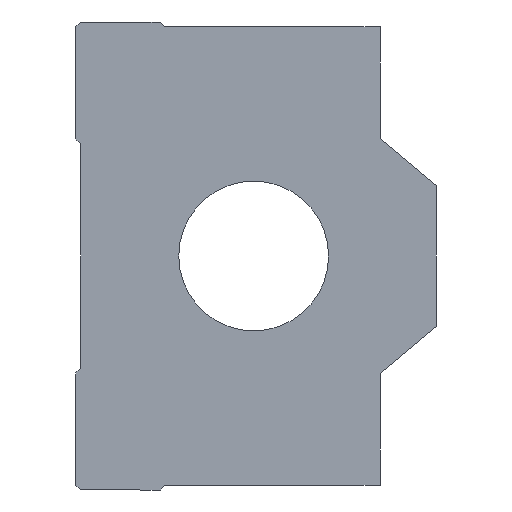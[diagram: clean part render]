
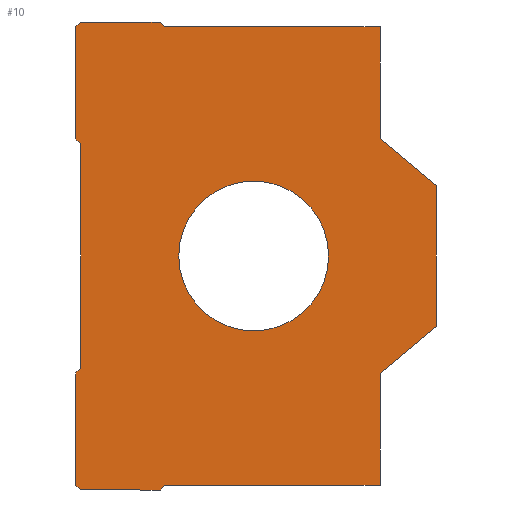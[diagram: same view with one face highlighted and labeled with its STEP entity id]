
A CAD part, left-side view. The second image highlights one B-rep face of the part: STEP entity #10.
In plain terms, the highlighted planar face has unit normal (-1, 0, 0).
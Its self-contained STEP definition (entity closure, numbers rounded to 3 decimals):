
#10 = ADVANCED_FACE ( 'NONE', ( #716, #712 ), #157, .T. ) ;
#36 = AXIS2_PLACEMENT_3D ( 'NONE', #257, #447, #446 ) ;
#38 = AXIS2_PLACEMENT_3D ( 'NONE', #151, #201, #230 ) ;
#59 = EDGE_CURVE ( 'NONE', #119, #184, #683, .T. ) ;
#74 = EDGE_CURVE ( 'NONE', #400, #400, #659, .T. ) ;
#81 = EDGE_CURVE ( 'NONE', #172, #208, #672, .T. ) ;
#83 = EDGE_CURVE ( 'NONE', #184, #99, #655, .T. ) ;
#85 = EDGE_CURVE ( 'NONE', #127, #119, #651, .T. ) ;
#92 = VERTEX_POINT ( 'NONE', #340 ) ;
#94 = VERTEX_POINT ( 'NONE', #401 ) ;
#96 = VERTEX_POINT ( 'NONE', #391 ) ;
#99 = VERTEX_POINT ( 'NONE', #385 ) ;
#103 = VERTEX_POINT ( 'NONE', #376 ) ;
#119 = VERTEX_POINT ( 'NONE', #370 ) ;
#120 = VERTEX_POINT ( 'NONE', #368 ) ;
#127 = VERTEX_POINT ( 'NONE', #363 ) ;
#148 = VERTEX_POINT ( 'NONE', #380 ) ;
#149 = VERTEX_POINT ( 'NONE', #361 ) ;
#151 = CARTESIAN_POINT ( 'NONE',  ( -22., -13.5, -24.5 ) ) ;
#157 = PLANE ( 'NONE',  #38 ) ;
#166 = VERTEX_POINT ( 'NONE', #360 ) ;
#172 = VERTEX_POINT ( 'NONE', #354 ) ;
#180 = VERTEX_POINT ( 'NONE', #348 ) ;
#183 = VERTEX_POINT ( 'NONE', #345 ) ;
#184 = VERTEX_POINT ( 'NONE', #337 ) ;
#201 = DIRECTION ( 'NONE',  ( -1., 0., 0. ) ) ;
#208 = VERTEX_POINT ( 'NONE', #334 ) ;
#220 = VERTEX_POINT ( 'NONE', #324 ) ;
#230 = DIRECTION ( 'NONE',  ( 0., 0., 1. ) ) ;
#232 = VERTEX_POINT ( 'NONE', #323 ) ;
#241 = DIRECTION ( 'NONE',  ( 0., -1., 0. ) ) ;
#242 = CARTESIAN_POINT ( 'NONE',  ( -22., 18.5, 25. ) ) ;
#244 = DIRECTION ( 'NONE',  ( 0., 0.707, -0.707 ) ) ;
#245 = CARTESIAN_POINT ( 'NONE',  ( -22., -13.5, 24.5 ) ) ;
#246 = CARTESIAN_POINT ( 'NONE',  ( -22., -13.5, 24.5 ) ) ;
#247 = DIRECTION ( 'NONE',  ( 0., -0.707, -0.707 ) ) ;
#248 = CARTESIAN_POINT ( 'NONE',  ( -22., 10., -25. ) ) ;
#249 = DIRECTION ( 'NONE',  ( 0., -0.707, 0.707 ) ) ;
#250 = CARTESIAN_POINT ( 'NONE',  ( -22., 18.5, -12. ) ) ;
#251 = CARTESIAN_POINT ( 'NONE',  ( -22., 9.5, 24.5 ) ) ;
#257 = CARTESIAN_POINT ( 'NONE',  ( -22., 0., 0. ) ) ;
#268 = DIRECTION ( 'NONE',  ( 0., 0., -1. ) ) ;
#271 = CARTESIAN_POINT ( 'NONE',  ( -22., 18.5, -25. ) ) ;
#274 = DIRECTION ( 'NONE',  ( 0., -0.707, 0.707 ) ) ;
#276 = CARTESIAN_POINT ( 'NONE',  ( -22., 0., -8. ) ) ;
#277 = DIRECTION ( 'NONE',  ( 0., -1., 0. ) ) ;
#284 = CARTESIAN_POINT ( 'NONE',  ( -22., -13.5, -12.535 ) ) ;
#285 = CARTESIAN_POINT ( 'NONE',  ( -22., -19.5, 7.5 ) ) ;
#289 = DIRECTION ( 'NONE',  ( 0., 0., 1. ) ) ;
#290 = DIRECTION ( 'NONE',  ( 0., 0.707, 0.707 ) ) ;
#295 = DIRECTION ( 'NONE',  ( 0., 0., -1. ) ) ;
#303 = DIRECTION ( 'NONE',  ( 0., 1., 0. ) ) ;
#304 = CARTESIAN_POINT ( 'NONE',  ( -22., 18.5, 12. ) ) ;
#305 = CARTESIAN_POINT ( 'NONE',  ( -22., 19., -24.5 ) ) ;
#319 = DIRECTION ( 'NONE',  ( 0., 0., 1. ) ) ;
#323 = CARTESIAN_POINT ( 'NONE',  ( -22., 10., 25. ) ) ;
#324 = CARTESIAN_POINT ( 'NONE',  ( -22., 18.5, -25. ) ) ;
#334 = CARTESIAN_POINT ( 'NONE',  ( -22., -19.5, 7.5 ) ) ;
#337 = CARTESIAN_POINT ( 'NONE',  ( -22., -13.5, -24.5 ) ) ;
#340 = CARTESIAN_POINT ( 'NONE',  ( -22., 18.5, -12. ) ) ;
#344 = CARTESIAN_POINT ( 'NONE',  ( -22., 19., -12.5 ) ) ;
#345 = CARTESIAN_POINT ( 'NONE',  ( -22., 19., -24.5 ) ) ;
#348 = CARTESIAN_POINT ( 'NONE',  ( -22., -13.5, 24.5 ) ) ;
#354 = CARTESIAN_POINT ( 'NONE',  ( -22., -13.5, 12.535 ) ) ;
#360 = CARTESIAN_POINT ( 'NONE',  ( -22., 10., -25. ) ) ;
#361 = CARTESIAN_POINT ( 'NONE',  ( -22., 9.5, 24.5 ) ) ;
#363 = CARTESIAN_POINT ( 'NONE',  ( -22., -19.5, -7.5 ) ) ;
#368 = CARTESIAN_POINT ( 'NONE',  ( -22., 19., 24.5 ) ) ;
#370 = CARTESIAN_POINT ( 'NONE',  ( -22., -13.5, -12.535 ) ) ;
#376 = CARTESIAN_POINT ( 'NONE',  ( -22., 18.5, 12. ) ) ;
#380 = CARTESIAN_POINT ( 'NONE',  ( -22., 18.5, 25. ) ) ;
#385 = CARTESIAN_POINT ( 'NONE',  ( -22., 9.5, -24.5 ) ) ;
#386 = DIRECTION ( 'NONE',  ( 0., 0.707, 0.707 ) ) ;
#391 = CARTESIAN_POINT ( 'NONE',  ( -22., 19., 12.5 ) ) ;
#400 = VERTEX_POINT ( 'NONE', #276 ) ;
#401 = CARTESIAN_POINT ( 'NONE',  ( -22., 19., -12.5 ) ) ;
#409 = CARTESIAN_POINT ( 'NONE',  ( -22., 19., 24.5 ) ) ;
#410 = CARTESIAN_POINT ( 'NONE',  ( -22., 19., 12.5 ) ) ;
#414 = CARTESIAN_POINT ( 'NONE',  ( -22., 10., 25. ) ) ;
#423 = DIRECTION ( 'NONE',  ( 0., 0.766, -0.643 ) ) ;
#431 = CARTESIAN_POINT ( 'NONE',  ( -22., -19.5, -7.5 ) ) ;
#435 = DIRECTION ( 'NONE',  ( 0., 1., 0. ) ) ;
#436 = CARTESIAN_POINT ( 'NONE',  ( -22., 9.5, -24.5 ) ) ;
#440 = DIRECTION ( 'NONE',  ( 0., -0.766, -0.643 ) ) ;
#441 = CARTESIAN_POINT ( 'NONE',  ( -22., -19.5, 7.5 ) ) ;
#444 = DIRECTION ( 'NONE',  ( 0., 0., -1. ) ) ;
#446 = DIRECTION ( 'NONE',  ( 0., 0., -1. ) ) ;
#447 = DIRECTION ( 'NONE',  ( 1., 0., 0. ) ) ;
#450 = DIRECTION ( 'NONE',  ( 0., 0., 1. ) ) ;
#478 = ORIENTED_EDGE ( 'NONE', *, *, #81, .F. ) ;
#515 = ORIENTED_EDGE ( 'NONE', *, *, #883, .F. ) ;
#521 = VECTOR ( 'NONE', #386, 1000. ) ;
#522 = LINE ( 'NONE', #410, #521 ) ;
#530 = VECTOR ( 'NONE', #289, 1000. ) ;
#539 = VECTOR ( 'NONE', #303, 1000. ) ;
#540 = LINE ( 'NONE', #271, #539 ) ;
#546 = LINE ( 'NONE', #304, #530 ) ;
#549 = ORIENTED_EDGE ( 'NONE', *, *, #74, .T. ) ;
#558 = VECTOR ( 'NONE', #319, 1000. ) ;
#560 = LINE ( 'NONE', #409, #558 ) ;
#563 = VECTOR ( 'NONE', #268, 1000. ) ;
#564 = LINE ( 'NONE', #285, #563 ) ;
#565 = VECTOR ( 'NONE', #274, 1000. ) ;
#566 = LINE ( 'NONE', #242, #565 ) ;
#572 = ORIENTED_EDGE ( 'NONE', *, *, #59, .F. ) ;
#573 = EDGE_LOOP ( 'NONE', ( #549 ) ) ;
#576 = ORIENTED_EDGE ( 'NONE', *, *, #859, .F. ) ;
#583 = ORIENTED_EDGE ( 'NONE', *, *, #872, .F. ) ;
#593 = ORIENTED_EDGE ( 'NONE', *, *, #849, .F. ) ;
#597 = ORIENTED_EDGE ( 'NONE', *, *, #857, .F. ) ;
#600 = ORIENTED_EDGE ( 'NONE', *, *, #892, .F. ) ;
#601 = EDGE_LOOP ( 'NONE', ( #620, #604, #808, #809, #807, #806, #600, #791, #597, #619, #593, #515, #576, #603, #572, #816, #583, #478 ) ) ;
#603 = ORIENTED_EDGE ( 'NONE', *, *, #83, .F. ) ;
#604 = ORIENTED_EDGE ( 'NONE', *, *, #860, .F. ) ;
#610 = VECTOR ( 'NONE', #295, 1000. ) ;
#612 = LINE ( 'NONE', #414, #627 ) ;
#614 = VECTOR ( 'NONE', #450, 1000. ) ;
#617 = LINE ( 'NONE', #245, #610 ) ;
#619 = ORIENTED_EDGE ( 'NONE', *, *, #862, .F. ) ;
#620 = ORIENTED_EDGE ( 'NONE', *, *, #864, .F. ) ;
#625 = VECTOR ( 'NONE', #241, 1000. ) ;
#627 = VECTOR ( 'NONE', #277, 1000. ) ;
#628 = VECTOR ( 'NONE', #244, 1000. ) ;
#630 = LINE ( 'NONE', #344, #614 ) ;
#631 = VECTOR ( 'NONE', #247, 1000. ) ;
#632 = VECTOR ( 'NONE', #249, 1000. ) ;
#633 = LINE ( 'NONE', #251, #631 ) ;
#637 = LINE ( 'NONE', #250, #632 ) ;
#638 = LINE ( 'NONE', #248, #628 ) ;
#643 = LINE ( 'NONE', #246, #625 ) ;
#647 = VECTOR ( 'NONE', #290, 1000. ) ;
#648 = LINE ( 'NONE', #305, #647 ) ;
#650 = VECTOR ( 'NONE', #423, 1000. ) ;
#651 = LINE ( 'NONE', #431, #650 ) ;
#654 = VECTOR ( 'NONE', #435, 1000. ) ;
#655 = LINE ( 'NONE', #436, #654 ) ;
#658 = VECTOR ( 'NONE', #440, 1000. ) ;
#659 = CIRCLE ( 'NONE', #36, 8. ) ;
#672 = LINE ( 'NONE', #441, #658 ) ;
#680 = VECTOR ( 'NONE', #444, 1000. ) ;
#683 = LINE ( 'NONE', #284, #680 ) ;
#712 = FACE_OUTER_BOUND ( 'NONE', #601, .T. ) ;
#716 = FACE_BOUND ( 'NONE', #573, .T. ) ;
#791 = ORIENTED_EDGE ( 'NONE', *, *, #887, .F. ) ;
#806 = ORIENTED_EDGE ( 'NONE', *, *, #874, .F. ) ;
#807 = ORIENTED_EDGE ( 'NONE', *, *, #871, .F. ) ;
#808 = ORIENTED_EDGE ( 'NONE', *, *, #858, .F. ) ;
#809 = ORIENTED_EDGE ( 'NONE', *, *, #863, .F. ) ;
#816 = ORIENTED_EDGE ( 'NONE', *, *, #85, .F. ) ;
#849 = EDGE_CURVE ( 'NONE', #220, #183, #648, .T. ) ;
#857 = EDGE_CURVE ( 'NONE', #94, #92, #637, .T. ) ;
#858 = EDGE_CURVE ( 'NONE', #232, #149, #633, .T. ) ;
#859 = EDGE_CURVE ( 'NONE', #99, #166, #638, .T. ) ;
#860 = EDGE_CURVE ( 'NONE', #149, #180, #643, .T. ) ;
#862 = EDGE_CURVE ( 'NONE', #183, #94, #630, .T. ) ;
#863 = EDGE_CURVE ( 'NONE', #148, #232, #612, .T. ) ;
#864 = EDGE_CURVE ( 'NONE', #180, #172, #617, .T. ) ;
#871 = EDGE_CURVE ( 'NONE', #120, #148, #566, .T. ) ;
#872 = EDGE_CURVE ( 'NONE', #208, #127, #564, .T. ) ;
#874 = EDGE_CURVE ( 'NONE', #96, #120, #560, .T. ) ;
#883 = EDGE_CURVE ( 'NONE', #166, #220, #540, .T. ) ;
#887 = EDGE_CURVE ( 'NONE', #92, #103, #546, .T. ) ;
#892 = EDGE_CURVE ( 'NONE', #103, #96, #522, .T. ) ;
